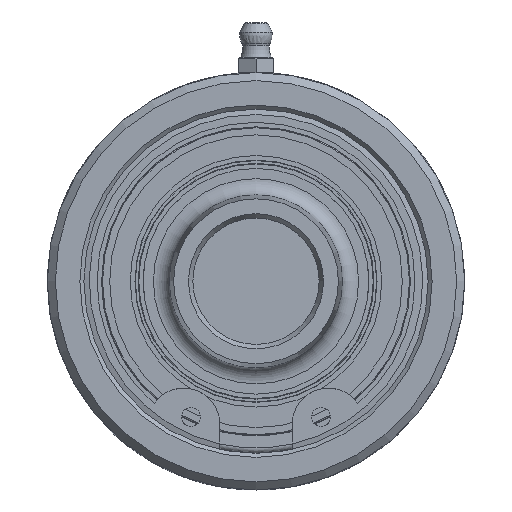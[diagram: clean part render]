
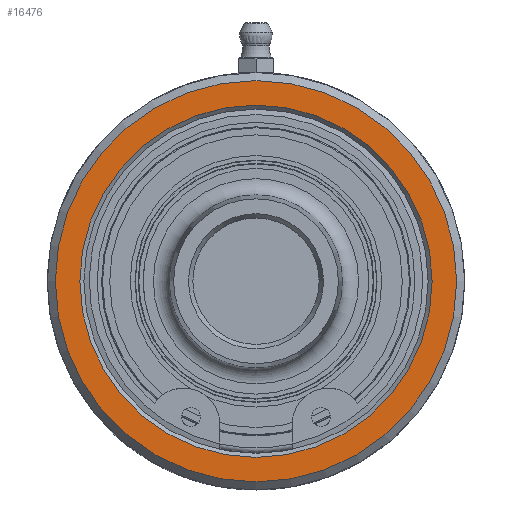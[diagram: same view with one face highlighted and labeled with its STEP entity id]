
A CAD part, left-side view. The second image highlights one B-rep face of the part: STEP entity #16476.
In plain terms, the highlighted planar face has unit normal (-1, 0, 0).
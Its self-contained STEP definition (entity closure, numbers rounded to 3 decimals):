
#555=PLANE('',#17631);
#924=FACE_BOUND('',#2618,.T.);
#1169=CIRCLE('',#17623,34.85);
#1173=CIRCLE('',#17632,39.7);
#1604=FACE_OUTER_BOUND('',#2617,.T.);
#2617=EDGE_LOOP('',(#11567));
#2618=EDGE_LOOP('',(#11568));
#7093=VERTEX_POINT('',#24543);
#7102=VERTEX_POINT('',#24590);
#8845=EDGE_CURVE('',#7093,#7093,#1169,.T.);
#8857=EDGE_CURVE('',#7102,#7102,#1173,.T.);
#11567=ORIENTED_EDGE('',*,*,#8857,.F.);
#11568=ORIENTED_EDGE('',*,*,#8845,.F.);
#16476=ADVANCED_FACE('',(#1604,#924),#555,.F.);
#17623=AXIS2_PLACEMENT_3D('',#24544,#18983,#18984);
#17631=AXIS2_PLACEMENT_3D('',#24589,#19002,#19003);
#17632=AXIS2_PLACEMENT_3D('',#24591,#19004,#19005);
#18983=DIRECTION('center_axis',(-1.,0.,0.));
#18984=DIRECTION('ref_axis',(0.,0.,
-1.));
#19002=DIRECTION('center_axis',(1.,0.,0.));
#19003=DIRECTION('ref_axis',(0.,0.,
1.));
#19004=DIRECTION('center_axis',(1.,0.,0.));
#19005=DIRECTION('ref_axis',(0.,0.,
1.));
#24543=CARTESIAN_POINT('',(20.71,0.,34.85));
#24544=CARTESIAN_POINT('Origin',(20.71,0.,0.));
#24589=CARTESIAN_POINT('Origin',(20.71,0.,-20.65));
#24590=CARTESIAN_POINT('',(20.71,0.,-39.7));
#24591=CARTESIAN_POINT('Origin',(20.71,0.,0.));
